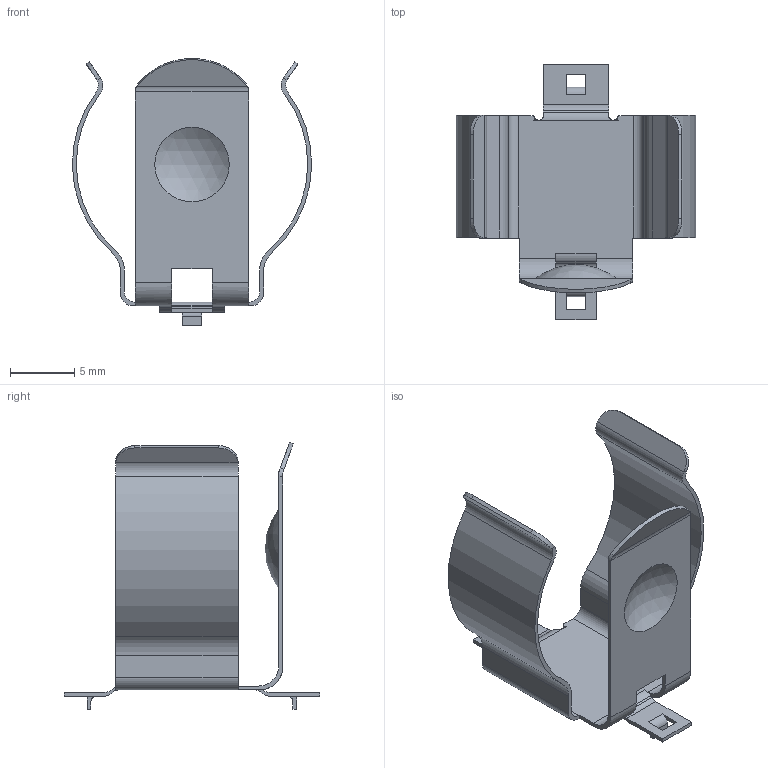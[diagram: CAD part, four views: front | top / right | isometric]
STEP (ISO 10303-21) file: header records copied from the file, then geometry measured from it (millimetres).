
FILE_DESCRIPTION(/* description */ ('HOOPS Exchange Step'),/* implementation_level */ '2;1');
FILE_NAME(/* name */ 'Keystone_254.step',/* time_stamp */ '2025-08-11T00:21:36Z',/* author */ (''),/* organization */ (''),/* preprocessor_version */ 'ST-DEVELOPER v20.1',/* originating_system */ 'Autodesk Translation Framework v14.10.0.0',/* authorisation */ '');
FILE_SCHEMA (('AUTOMOTIVE_DESIGN { 1 0 10303 214 3 1 1 }'));
Length unit declared in the file: millimetre
Products named in the file (1): 0F800DFB-9694-4D15-92EE-5E6D40045CBE.tmp
Bounding box: 18.61 x 19.88 x 20.77 mm (x, y, z)
Volume: 215.4 mm3; surface area: 1460.5 mm2
Topology: 1 solids, 1 shells, 102 faces, 296 edges, 196 vertices
Faces by surface type: plane 55, cylinder 45, sphere 2
Entity records: 3502 total; most frequent: CARTESIAN_POINT 689, ORIENTED_EDGE 592, DIRECTION 584, EDGE_CURVE 296, AXIS2_PLACEMENT_3D 199, VERTEX_POINT 196, LINE 186, VECTOR 186
